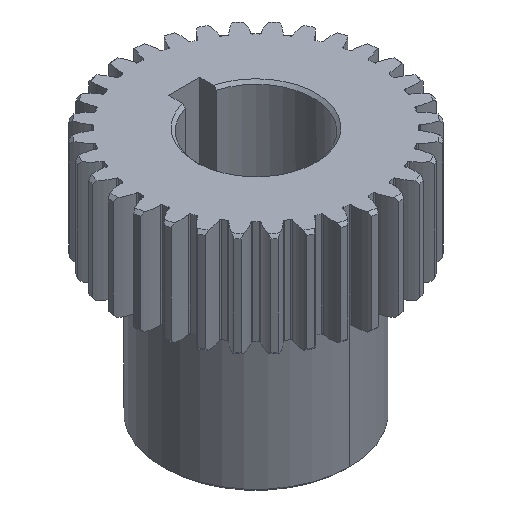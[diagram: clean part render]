
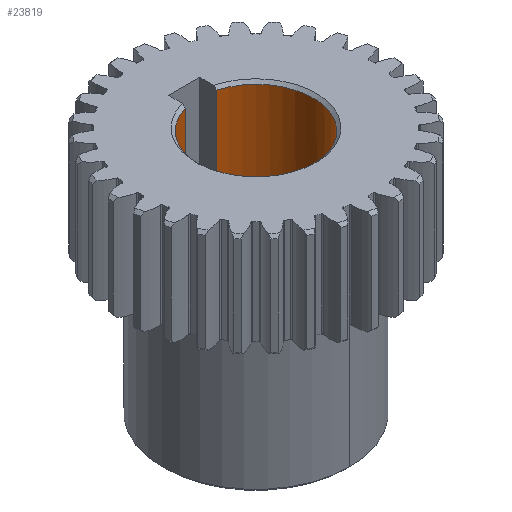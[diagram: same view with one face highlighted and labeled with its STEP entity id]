
A CAD part, isometric view. The second image highlights one B-rep face of the part: STEP entity #23819.
In plain terms, the highlighted cylindrical face has radius 11 mm (diameter 22 mm), a partial arc.
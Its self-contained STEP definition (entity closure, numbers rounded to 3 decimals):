
#447 = EDGE_CURVE ( 'NONE', #33791, #37865, #6770, .T. ) ;
#583 = CIRCLE ( 'NONE', #30285, 11. ) ;
#806 = DIRECTION ( 'NONE',  ( 0., 0., -1. ) ) ;
#880 = AXIS2_PLACEMENT_3D ( 'NONE', #12786, #24564, #21871 ) ;
#1979 = VERTEX_POINT ( 'NONE', #30659 ) ;
#2637 = DIRECTION ( 'NONE',  ( 0., 1., 0. ) ) ;
#3204 = CIRCLE ( 'NONE', #26433, 11. ) ;
#3377 = ORIENTED_EDGE ( 'NONE', *, *, #447, .T. ) ;
#3625 = CARTESIAN_POINT ( 'NONE',  ( 0., 0., 0.54 ) ) ;
#3709 = EDGE_LOOP ( 'NONE', ( #3377, #20111, #11979, #37966, #8404 ) ) ;
#4297 = CYLINDRICAL_SURFACE ( 'NONE', #20662, 11. ) ;
#4337 = DIRECTION ( 'NONE',  ( 0., 0., 1. ) ) ;
#5921 = DIRECTION ( 'NONE',  ( 0., 0., -1. ) ) ;
#6666 = DIRECTION ( 'NONE',  ( 0., 1., 0. ) ) ;
#6770 = LINE ( 'NONE', #36316, #32438 ) ;
#8404 = ORIENTED_EDGE ( 'NONE', *, *, #9718, .T. ) ;
#8776 = CARTESIAN_POINT ( 'NONE',  ( -3., 10.583, 47.46 ) ) ;
#9718 = EDGE_CURVE ( 'NONE', #11277, #33791, #583, .T. ) ;
#9745 = EDGE_CURVE ( 'NONE', #10337, #11277, #33117, .T. ) ;
#10337 = VERTEX_POINT ( 'NONE', #8776 ) ;
#11277 = VERTEX_POINT ( 'NONE', #33850 ) ;
#11979 = ORIENTED_EDGE ( 'NONE', *, *, #30113, .T. ) ;
#12786 = CARTESIAN_POINT ( 'NONE',  ( 0., 0., 47.46 ) ) ;
#13793 = EDGE_CURVE ( 'NONE', #37865, #1979, #3204, .T. ) ;
#17616 = LINE ( 'NONE', #25509, #34147 ) ;
#20111 = ORIENTED_EDGE ( 'NONE', *, *, #13793, .T. ) ;
#20662 = AXIS2_PLACEMENT_3D ( 'NONE', #37905, #5921, #2637 ) ;
#21871 = DIRECTION ( 'NONE',  ( 0., -1., 0. ) ) ;
#23635 = CARTESIAN_POINT ( 'NONE',  ( 3., 10.583, 0.54 ) ) ;
#23819 = ADVANCED_FACE ( 'NONE', ( #24462 ), #4297, .F. ) ;
#24309 = DIRECTION ( 'NONE',  ( 0., -1., 0. ) ) ;
#24462 = FACE_OUTER_BOUND ( 'NONE', #3709, .T. ) ;
#24564 = DIRECTION ( 'NONE',  ( 0., 0., 1. ) ) ;
#25509 = CARTESIAN_POINT ( 'NONE',  ( -3., 10.583, 0. ) ) ;
#26433 = AXIS2_PLACEMENT_3D ( 'NONE', #3625, #806, #6666 ) ;
#30113 = EDGE_CURVE ( 'NONE', #1979, #10337, #17616, .T. ) ;
#30285 = AXIS2_PLACEMENT_3D ( 'NONE', #33309, #4337, #24309 ) ;
#30659 = CARTESIAN_POINT ( 'NONE',  ( -3., 10.583, 0.54 ) ) ;
#30697 = DIRECTION ( 'NONE',  ( 0., 0., -1. ) ) ;
#32438 = VECTOR ( 'NONE', #30697, 1000. ) ;
#33117 = CIRCLE ( 'NONE', #880, 11. ) ;
#33309 = CARTESIAN_POINT ( 'NONE',  ( 0., 0., 47.46 ) ) ;
#33791 = VERTEX_POINT ( 'NONE', #36767 ) ;
#33850 = CARTESIAN_POINT ( 'NONE',  ( 0., -11., 47.46 ) ) ;
#34147 = VECTOR ( 'NONE', #34366, 1000. ) ;
#34366 = DIRECTION ( 'NONE',  ( 0., 0., 1. ) ) ;
#36316 = CARTESIAN_POINT ( 'NONE',  ( 3., 10.583, 0. ) ) ;
#36767 = CARTESIAN_POINT ( 'NONE',  ( 3., 10.583, 47.46 ) ) ;
#37865 = VERTEX_POINT ( 'NONE', #23635 ) ;
#37905 = CARTESIAN_POINT ( 'NONE',  ( 0., 0., 0. ) ) ;
#37966 = ORIENTED_EDGE ( 'NONE', *, *, #9745, .T. ) ;
